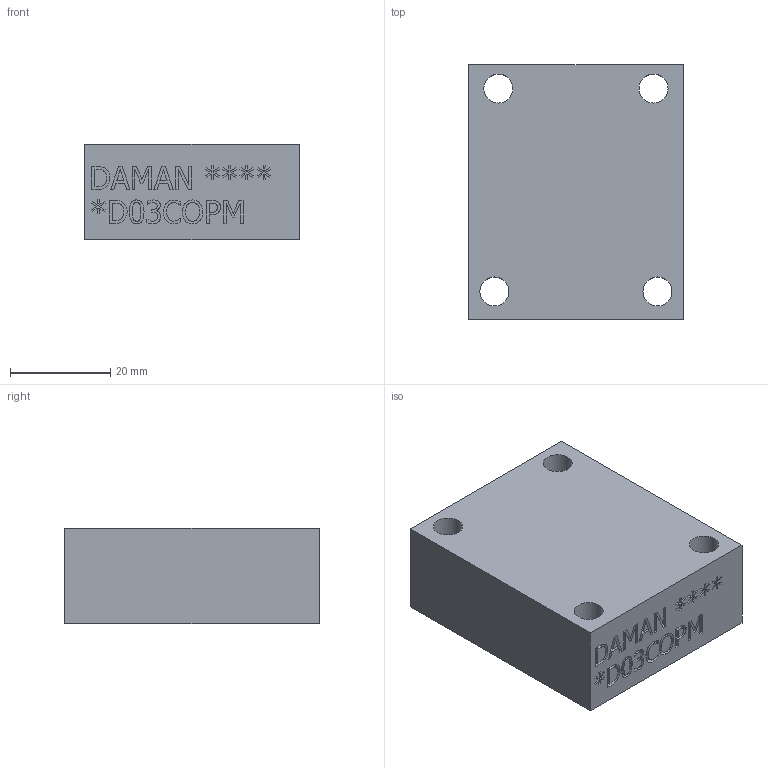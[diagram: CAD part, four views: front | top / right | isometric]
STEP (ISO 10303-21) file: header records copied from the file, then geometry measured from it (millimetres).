
FILE_DESCRIPTION(/* description */ (''),/* implementation_level */ '2;1');
FILE_NAME(/* name */ '_D03COPM.stp',/* time_stamp */ '2020-05-20T10:44:18-04:00',/* author */ ('dominicc'),/* organization */ (''),/* preprocessor_version */ 'ST-DEVELOPER v17',/* originating_system */ 'Autodesk Inventor 2019',/* authorisation */ '');
FILE_SCHEMA (('AUTOMOTIVE_DESIGN { 1 0 10303 214 3 1 1 }'));
Length unit declared in the file: millimetre
Products named in the file (1): Part__D03COPM_3D
Bounding box: 42.88 x 50.8 x 19.05 mm (x, y, z)
Volume: 37132.5 mm3; surface area: 10304.3 mm2
Topology: 1 solids, 1 shells, 321 faces, 878 edges, 587 vertices
Faces by surface type: plane 222, bspline 85, cylinder 13, cone 1
Full cylindrical faces by diameter (mm): 3.175 x1, 5.791 x4
Entity records: 10827 total; most frequent: CARTESIAN_POINT 2891, ORIENTED_EDGE 1754, DIRECTION 1213, EDGE_CURVE 877, LINE 675, VECTOR 675, VERTEX_POINT 587, EDGE_LOOP 358
